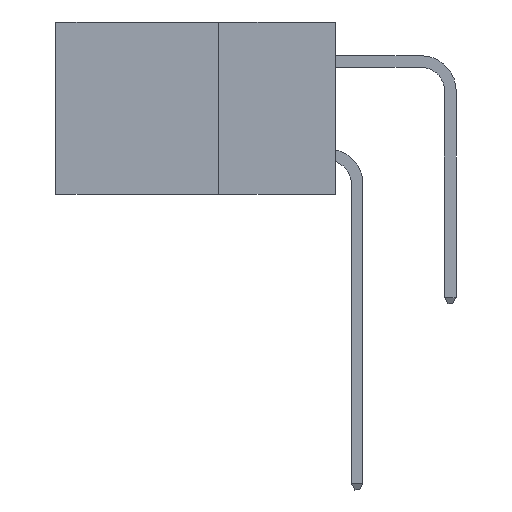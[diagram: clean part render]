
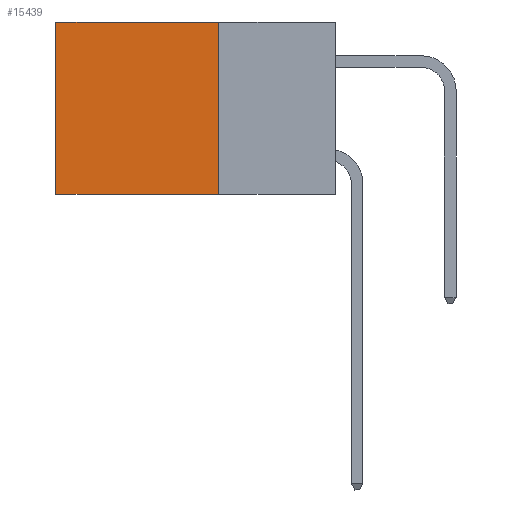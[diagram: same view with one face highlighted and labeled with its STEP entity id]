
A CAD part, left-side view. The second image highlights one B-rep face of the part: STEP entity #15439.
In plain terms, the highlighted planar face has unit normal (-1, 0, 0).
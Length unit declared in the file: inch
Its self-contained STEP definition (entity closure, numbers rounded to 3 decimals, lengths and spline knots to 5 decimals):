
#1262 = VERTEX_POINT ( 'NONE', #4331 ) ;
#2231 = CARTESIAN_POINT ( 'NONE',  ( 0.2875, 0.6, 0. ) ) ;
#2320 = ORIENTED_EDGE ( 'NONE', *, *, #4100, .F. ) ;
#3828 = DIRECTION ( 'NONE',  ( 0., 1., 0. ) ) ;
#4100 = EDGE_CURVE ( 'NONE', #1262, #6482, #20021, .T. ) ;
#4135 = DIRECTION ( 'NONE',  ( 0., 0., -1. ) ) ;
#4312 = DIRECTION ( 'NONE',  ( 0., 0., -1. ) ) ;
#4331 = CARTESIAN_POINT ( 'NONE',  ( 0.2875, 0.25, 0. ) ) ;
#4676 = VERTEX_POINT ( 'NONE', #15604 ) ;
#5369 = EDGE_CURVE ( 'NONE', #6482, #4676, #19169, .T. ) ;
#6242 = CARTESIAN_POINT ( 'NONE',  ( 0.2875, 0.25, 0. ) ) ;
#6482 = VERTEX_POINT ( 'NONE', #27943 ) ;
#6610 = EDGE_LOOP ( 'NONE', ( #9325, #9165, #2320, #29361 ) ) ;
#9165 = ORIENTED_EDGE ( 'NONE', *, *, #5369, .F. ) ;
#9325 = ORIENTED_EDGE ( 'NONE', *, *, #10645, .T. ) ;
#9725 = EDGE_CURVE ( 'NONE', #1262, #16202, #10772, .T. ) ;
#10484 = FACE_OUTER_BOUND ( 'NONE', #6610, .T. ) ;
#10645 = EDGE_CURVE ( 'NONE', #16202, #4676, #20517, .T. ) ;
#10772 = LINE ( 'NONE', #6242, #13700 ) ;
#12577 = VECTOR ( 'NONE', #4312, 39.37008 ) ;
#13700 = VECTOR ( 'NONE', #3828, 39.37008 ) ;
#14486 = CARTESIAN_POINT ( 'NONE',  ( 0.2875, 0.6, 0. ) ) ;
#15439 = ADVANCED_FACE ( 'NONE', ( #10484 ), #17701, .F. ) ;
#15604 = CARTESIAN_POINT ( 'NONE',  ( 0.2875, 0.6, -0.37 ) ) ;
#16093 = CARTESIAN_POINT ( 'NONE',  ( 0.2875, 0.25, 0. ) ) ;
#16202 = VERTEX_POINT ( 'NONE', #14486 ) ;
#16760 = DIRECTION ( 'NONE',  ( 0., 1., 0. ) ) ;
#17136 = AXIS2_PLACEMENT_3D ( 'NONE', #26911, #24796, #4135 ) ;
#17701 = PLANE ( 'NONE',  #17136 ) ;
#19169 = LINE ( 'NONE', #26256, #25220 ) ;
#20021 = LINE ( 'NONE', #16093, #12577 ) ;
#20517 = LINE ( 'NONE', #2231, #27618 ) ;
#22310 = DIRECTION ( 'NONE',  ( 0., 0., -1. ) ) ;
#24796 = DIRECTION ( 'NONE',  ( 1., 0., 0. ) ) ;
#25220 = VECTOR ( 'NONE', #16760, 39.37008 ) ;
#26256 = CARTESIAN_POINT ( 'NONE',  ( 0.2875, 0.25, -0.37 ) ) ;
#26911 = CARTESIAN_POINT ( 'NONE',  ( 0.2875, 0.25, 0. ) ) ;
#27618 = VECTOR ( 'NONE', #22310, 39.37008 ) ;
#27943 = CARTESIAN_POINT ( 'NONE',  ( 0.2875, 0.25, -0.37 ) ) ;
#29361 = ORIENTED_EDGE ( 'NONE', *, *, #9725, .T. ) ;
